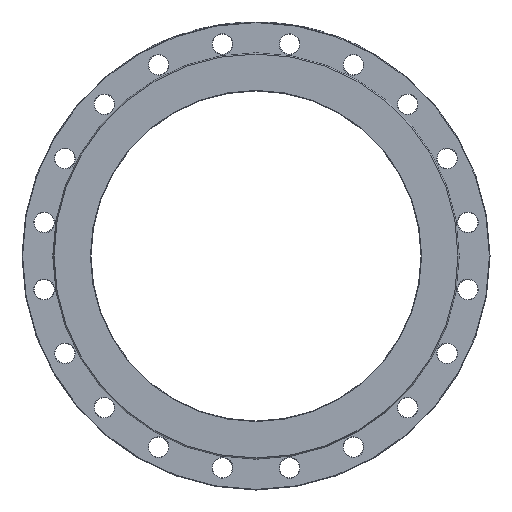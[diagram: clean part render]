
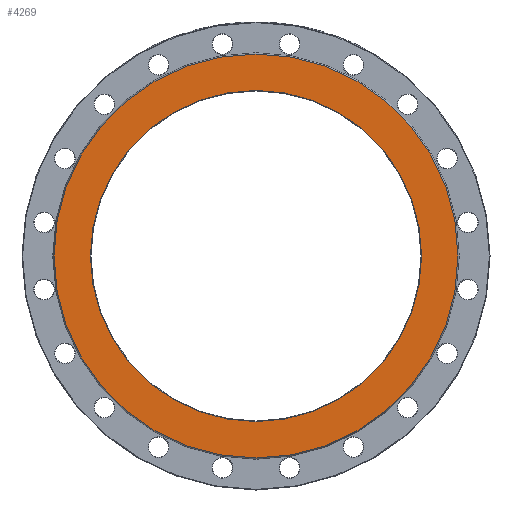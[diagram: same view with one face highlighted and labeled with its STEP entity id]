
A CAD part, left-side view. The second image highlights one B-rep face of the part: STEP entity #4269.
In plain terms, the highlighted planar face has unit normal (-1, 0, 0).
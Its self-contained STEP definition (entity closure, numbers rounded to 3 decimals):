
#24 = CARTESIAN_POINT ( 'NONE',  ( 0., 0., 0. ) ) ;
#286 = EDGE_CURVE ( 'NONE', #6540, #6540, #3525, .T. ) ;
#563 = EDGE_LOOP ( 'NONE', ( #11395 ) ) ;
#1539 = EDGE_CURVE ( 'NONE', #1709, #1709, #6997, .T. ) ;
#1709 = VERTEX_POINT ( 'NONE', #10491 ) ;
#1719 = AXIS2_PLACEMENT_3D ( 'NONE', #1788, #3951, #2739 ) ;
#1788 = CARTESIAN_POINT ( 'NONE',  ( 0., 296.2, 0. ) ) ;
#2586 = EDGE_LOOP ( 'NONE', ( #7846 ) ) ;
#2739 = DIRECTION ( 'NONE',  ( 0., 0., -1. ) ) ;
#3525 = CIRCLE ( 'NONE', #11891, 362.5 ) ;
#3693 = FACE_BOUND ( 'NONE', #563, .T. ) ;
#3909 = DIRECTION ( 'NONE',  ( -1., 0., 0. ) ) ;
#3951 = DIRECTION ( 'NONE',  ( 1., 0., 0. ) ) ;
#4269 = ADVANCED_FACE ( 'NONE', ( #3693, #7563 ), #11470, .F. ) ;
#6269 = DIRECTION ( 'NONE',  ( 1., 0., 0. ) ) ;
#6540 = VERTEX_POINT ( 'NONE', #9468 ) ;
#6997 = CIRCLE ( 'NONE', #9432, 297.2 ) ;
#7563 = FACE_OUTER_BOUND ( 'NONE', #2586, .T. ) ;
#7776 = DIRECTION ( 'NONE',  ( 0., 0., 1. ) ) ;
#7846 = ORIENTED_EDGE ( 'NONE', *, *, #286, .T. ) ;
#9432 = AXIS2_PLACEMENT_3D ( 'NONE', #11249, #6269, #10150 ) ;
#9468 = CARTESIAN_POINT ( 'NONE',  ( 0., 0., 362.5 ) ) ;
#10150 = DIRECTION ( 'NONE',  ( 0., 0., -1. ) ) ;
#10491 = CARTESIAN_POINT ( 'NONE',  ( 0., 0., -297.2 ) ) ;
#11249 = CARTESIAN_POINT ( 'NONE',  ( 0., 0., 0. ) ) ;
#11395 = ORIENTED_EDGE ( 'NONE', *, *, #1539, .T. ) ;
#11470 = PLANE ( 'NONE',  #1719 ) ;
#11891 = AXIS2_PLACEMENT_3D ( 'NONE', #24, #3909, #7776 ) ;
